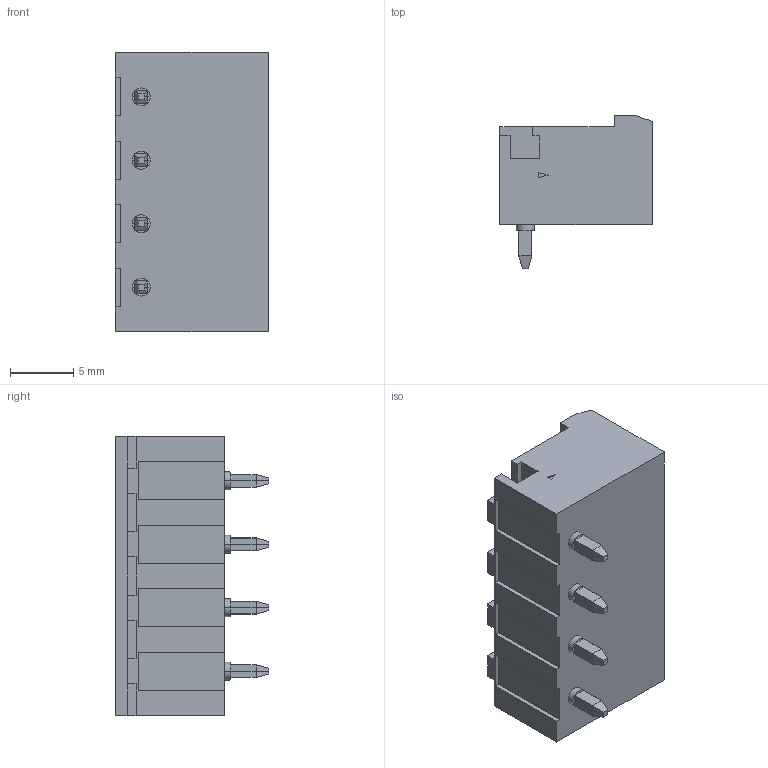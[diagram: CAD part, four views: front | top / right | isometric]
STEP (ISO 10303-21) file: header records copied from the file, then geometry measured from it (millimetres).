
FILE_DESCRIPTION(('SolidDesigner STEP Export'),'2;1');
FILE_NAME('mstba_2.5-4-g-la.stp','2002-04-19T11:19:15',(''),(''),'SolidDesigner STEP processor Version: 7.0(Mar 1999)for AP214(CD)(Solid Model)','CoCreate SolidDesigner: 09.01 27-May-2001(C) CoCreate Software GmbH','');
FILE_SCHEMA(('AUTOMOTIVE_DESIGN_CC2 {1 2 10303 214 -1 1 5 1}'));
Length unit declared in the file: millimetre
Products named in the file (2): mstba_2.5-4-g-la
Assembly tree (1 placements, depth 2):
  mstba_2.5-4-g-la
    mstba_2.5-4-g-la
Bounding box: 12 x 12.1 x 22 mm (x, y, z)
Volume: 1066.3 mm3; surface area: 1797.8 mm2
Topology: 1 solids, 1 shells, 394 faces, 925 edges, 560 vertices
Faces by surface type: plane 339, cylinder 47, cone 8
Entity records: 13334 total; most frequent: ORIENTED_EDGE 1850, CARTESIAN_POINT 1781, DIRECTION 1537, EDGE_CURVE 925, VECTOR 697, LINE 697, VERTEX_POINT 560, EDGE_LOOP 421
